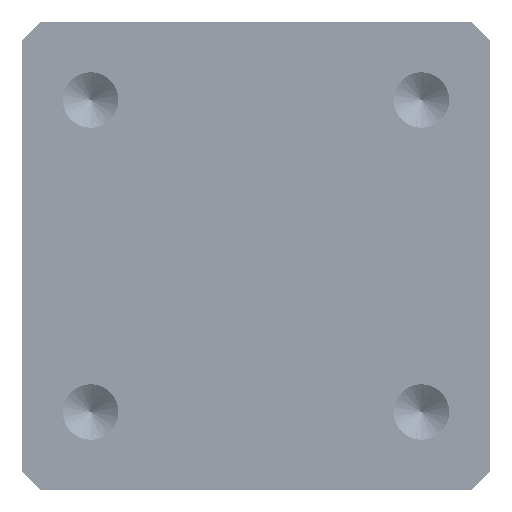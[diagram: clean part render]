
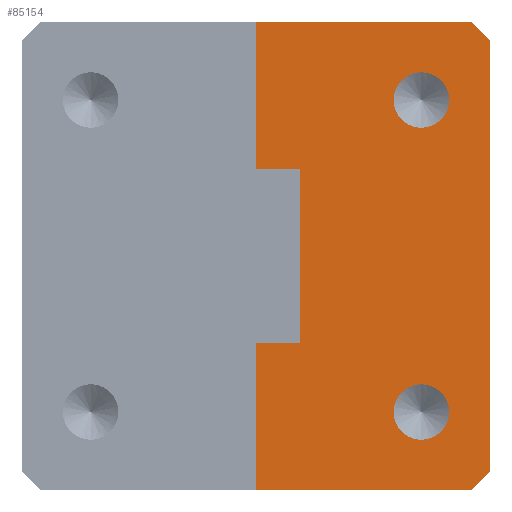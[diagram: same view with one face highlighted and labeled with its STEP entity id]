
A CAD part, left-side view. The second image highlights one B-rep face of the part: STEP entity #85154.
In plain terms, the highlighted planar face has unit normal (-1, 0, 0).
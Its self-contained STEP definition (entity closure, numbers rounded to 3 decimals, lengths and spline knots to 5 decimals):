
#260 = ORIENTED_EDGE ( 'NONE', *, *, #21150, .F. ) ;
#766 = DIRECTION ( 'NONE',  ( 0., 0., 1. ) ) ;
#2743 = DIRECTION ( 'NONE',  ( 0., 1., 0. ) ) ;
#3129 = CARTESIAN_POINT ( 'NONE',  ( -0.02737, 1.69559, 1.80458 ) ) ;
#3219 = CARTESIAN_POINT ( 'NONE',  ( -0.02737, 1.32059, 1.56958 ) ) ;
#4223 = VECTOR ( 'NONE', #70343, 39.37008 ) ;
#4571 = CARTESIAN_POINT ( 'NONE',  ( -0.02737, 1.32059, 1.59958 ) ) ;
#5551 = VERTEX_POINT ( 'NONE', #3129 ) ;
#5904 = VERTEX_POINT ( 'NONE', #43218 ) ;
#6662 = CARTESIAN_POINT ( 'NONE',  ( -0.02737, 1.43059, 1.69458 ) ) ;
#7174 = VERTEX_POINT ( 'NONE', #51879 ) ;
#8753 = ORIENTED_EDGE ( 'NONE', *, *, #70723, .T. ) ;
#9419 = ORIENTED_EDGE ( 'NONE', *, *, #97626, .T. ) ;
#10087 = EDGE_LOOP ( 'NONE', ( #9419, #98003, #8753, #29563, #20693, #81461, #17726, #68310, #98335, #45291 ) ) ;
#10105 = CIRCLE ( 'NONE', #83893, 0.0445 ) ;
#11182 = FACE_BOUND ( 'NONE', #39950, .T. ) ;
#11878 = CARTESIAN_POINT ( 'NONE',  ( -0.02737, 1.69559, 2.08458 ) ) ;
#14048 = CARTESIAN_POINT ( 'NONE',  ( -0.02737, 1.43059, 2.23908 ) ) ;
#15312 = LINE ( 'NONE', #85334, #72764 ) ;
#17292 = DIRECTION ( 'NONE',  ( -1., 0., 0. ) ) ;
#17726 = ORIENTED_EDGE ( 'NONE', *, *, #74642, .F. ) ;
#17750 = VECTOR ( 'NONE', #79563, 39.37008 ) ;
#19118 = CARTESIAN_POINT ( 'NONE',  ( -0.02737, 1.62559, 1.80458 ) ) ;
#19644 = CARTESIAN_POINT ( 'NONE',  ( -0.02737, 1.43059, 1.73908 ) ) ;
#20541 = DIRECTION ( 'NONE',  ( 0., -0.707, 0.707 ) ) ;
#20693 = ORIENTED_EDGE ( 'NONE', *, *, #62125, .F. ) ;
#21150 = EDGE_CURVE ( 'NONE', #99374, #55903, #46693, .T. ) ;
#21239 = VERTEX_POINT ( 'NONE', #42513 ) ;
#21912 = VERTEX_POINT ( 'NONE', #28982 ) ;
#21922 = LINE ( 'NONE', #35195, #4223 ) ;
#22804 = VECTOR ( 'NONE', #65050, 39.37008 ) ;
#23190 = EDGE_CURVE ( 'NONE', #21239, #5551, #80579, .T. ) ;
#24694 = EDGE_CURVE ( 'NONE', #5904, #5551, #76591, .T. ) ;
#27158 = DIRECTION ( 'NONE',  ( 0., 0., 1. ) ) ;
#28982 = CARTESIAN_POINT ( 'NONE',  ( -0.02737, 1.32059, 2.28958 ) ) ;
#29563 = ORIENTED_EDGE ( 'NONE', *, *, #42842, .T. ) ;
#31477 = LINE ( 'NONE', #88400, #17750 ) ;
#32925 = DIRECTION ( 'NONE',  ( 0., -1., 0. ) ) ;
#33445 = CARTESIAN_POINT ( 'NONE',  ( -0.02737, 1.62559, 2.08458 ) ) ;
#34287 = VERTEX_POINT ( 'NONE', #64075 ) ;
#35195 = CARTESIAN_POINT ( 'NONE',  ( -0.02737, 1.35059, 2.31958 ) ) ;
#35879 = VECTOR ( 'NONE', #20541, 39.37008 ) ;
#39950 = EDGE_LOOP ( 'NONE', ( #112469, #67234 ) ) ;
#40038 = VERTEX_POINT ( 'NONE', #61473 ) ;
#41785 = CIRCLE ( 'NONE', #41979, 0.0445 ) ;
#41979 = AXIS2_PLACEMENT_3D ( 'NONE', #97163, #70283, #112919 ) ;
#42332 = ORIENTED_EDGE ( 'NONE', *, *, #94651, .F. ) ;
#42513 = CARTESIAN_POINT ( 'NONE',  ( -0.02737, 1.69559, 1.56958 ) ) ;
#42842 = EDGE_CURVE ( 'NONE', #21912, #40038, #21922, .T. ) ;
#43218 = CARTESIAN_POINT ( 'NONE',  ( -0.02737, 1.62559, 1.80458 ) ) ;
#43860 = FACE_BOUND ( 'NONE', #67246, .T. ) ;
#45291 = ORIENTED_EDGE ( 'NONE', *, *, #23190, .F. ) ;
#46693 = CIRCLE ( 'NONE', #52669, 0.0445 ) ;
#46936 = LINE ( 'NONE', #47799, #96255 ) ;
#47137 = VERTEX_POINT ( 'NONE', #4571 ) ;
#47782 = VECTOR ( 'NONE', #77488, 39.37008 ) ;
#47799 = CARTESIAN_POINT ( 'NONE',  ( -0.02737, 1.69559, 1.56958 ) ) ;
#48060 = PLANE ( 'NONE',  #102863 ) ;
#49793 = DIRECTION ( 'NONE',  ( 0., 0., 1. ) ) ;
#50557 = DIRECTION ( 'NONE',  ( -1., 0., 0. ) ) ;
#51879 = CARTESIAN_POINT ( 'NONE',  ( -0.02737, 1.35059, 1.56958 ) ) ;
#52354 = VECTOR ( 'NONE', #66730, 39.37008 ) ;
#52669 = AXIS2_PLACEMENT_3D ( 'NONE', #6662, #84997, #49793 ) ;
#55903 = VERTEX_POINT ( 'NONE', #63390 ) ;
#56801 = DIRECTION ( 'NONE',  ( 0., 0., -1. ) ) ;
#61473 = CARTESIAN_POINT ( 'NONE',  ( -0.02737, 1.35059, 2.31958 ) ) ;
#62125 = EDGE_CURVE ( 'NONE', #34287, #40038, #15312, .T. ) ;
#63221 = LINE ( 'NONE', #63394, #35879 ) ;
#63390 = CARTESIAN_POINT ( 'NONE',  ( -0.02737, 1.43059, 1.65008 ) ) ;
#63394 = CARTESIAN_POINT ( 'NONE',  ( -0.02737, 1.35059, 1.56958 ) ) ;
#64075 = CARTESIAN_POINT ( 'NONE',  ( -0.02737, 1.69559, 2.31958 ) ) ;
#65050 = DIRECTION ( 'NONE',  ( 0., 0., 1. ) ) ;
#65287 = EDGE_CURVE ( 'NONE', #97470, #94921, #75662, .T. ) ;
#65728 = AXIS2_PLACEMENT_3D ( 'NONE', #67751, #50557, #66637 ) ;
#65945 = EDGE_CURVE ( 'NONE', #7174, #47137, #63221, .T. ) ;
#66637 = DIRECTION ( 'NONE',  ( 0., 0., 1. ) ) ;
#66730 = DIRECTION ( 'NONE',  ( 0., 1., 0. ) ) ;
#67234 = ORIENTED_EDGE ( 'NONE', *, *, #65287, .F. ) ;
#67246 = EDGE_LOOP ( 'NONE', ( #260, #42332 ) ) ;
#67751 = CARTESIAN_POINT ( 'NONE',  ( -0.02737, 1.43059, 2.19458 ) ) ;
#67941 = VERTEX_POINT ( 'NONE', #94163 ) ;
#68310 = ORIENTED_EDGE ( 'NONE', *, *, #96397, .F. ) ;
#69315 = LINE ( 'NONE', #3219, #22804 ) ;
#69611 = CARTESIAN_POINT ( 'NONE',  ( -0.02737, 1.43059, 2.19458 ) ) ;
#70283 = DIRECTION ( 'NONE',  ( -1., 0., 0. ) ) ;
#70343 = DIRECTION ( 'NONE',  ( 0., 0.707, 0.707 ) ) ;
#70723 = EDGE_CURVE ( 'NONE', #47137, #21912, #69315, .T. ) ;
#72764 = VECTOR ( 'NONE', #32925, 39.37008 ) ;
#74642 = EDGE_CURVE ( 'NONE', #67941, #91080, #75640, .T. ) ;
#74920 = DIRECTION ( 'NONE',  ( 0., -1., 0. ) ) ;
#75187 = CARTESIAN_POINT ( 'NONE',  ( -0.02737, 1.69559, 1.56958 ) ) ;
#75640 = LINE ( 'NONE', #33445, #52354 ) ;
#75662 = CIRCLE ( 'NONE', #65728, 0.0445 ) ;
#76591 = LINE ( 'NONE', #19118, #108180 ) ;
#77088 = EDGE_CURVE ( 'NONE', #91080, #34287, #31477, .T. ) ;
#77488 = DIRECTION ( 'NONE',  ( 0., 0., 1. ) ) ;
#79563 = DIRECTION ( 'NONE',  ( 0., 0., 1. ) ) ;
#80521 = LINE ( 'NONE', #105555, #96932 ) ;
#80579 = LINE ( 'NONE', #86697, #47782 ) ;
#80703 = CARTESIAN_POINT ( 'NONE',  ( -0.02737, 1.43059, 2.15008 ) ) ;
#81461 = ORIENTED_EDGE ( 'NONE', *, *, #77088, .F. ) ;
#83893 = AXIS2_PLACEMENT_3D ( 'NONE', #69611, #17292, #27158 ) ;
#84997 = DIRECTION ( 'NONE',  ( -1., 0., 0. ) ) ;
#85154 = ADVANCED_FACE ( 'NONE', ( #43860, #11182, #98837 ), #48060, .F. ) ;
#85334 = CARTESIAN_POINT ( 'NONE',  ( -0.02737, 1.69559, 2.31958 ) ) ;
#86697 = CARTESIAN_POINT ( 'NONE',  ( -0.02737, 1.69559, 1.56958 ) ) ;
#88400 = CARTESIAN_POINT ( 'NONE',  ( -0.02737, 1.69559, 1.56958 ) ) ;
#91080 = VERTEX_POINT ( 'NONE', #11878 ) ;
#94163 = CARTESIAN_POINT ( 'NONE',  ( -0.02737, 1.62559, 2.08458 ) ) ;
#94651 = EDGE_CURVE ( 'NONE', #55903, #99374, #41785, .T. ) ;
#94921 = VERTEX_POINT ( 'NONE', #14048 ) ;
#95782 = EDGE_CURVE ( 'NONE', #94921, #97470, #10105, .T. ) ;
#96255 = VECTOR ( 'NONE', #74920, 39.37008 ) ;
#96397 = EDGE_CURVE ( 'NONE', #5904, #67941, #80521, .T. ) ;
#96932 = VECTOR ( 'NONE', #766, 39.37008 ) ;
#97163 = CARTESIAN_POINT ( 'NONE',  ( -0.02737, 1.43059, 1.69458 ) ) ;
#97470 = VERTEX_POINT ( 'NONE', #80703 ) ;
#97626 = EDGE_CURVE ( 'NONE', #21239, #7174, #46936, .T. ) ;
#98003 = ORIENTED_EDGE ( 'NONE', *, *, #65945, .T. ) ;
#98335 = ORIENTED_EDGE ( 'NONE', *, *, #24694, .T. ) ;
#98837 = FACE_OUTER_BOUND ( 'NONE', #10087, .T. ) ;
#99374 = VERTEX_POINT ( 'NONE', #19644 ) ;
#102863 = AXIS2_PLACEMENT_3D ( 'NONE', #75187, #109347, #56801 ) ;
#105555 = CARTESIAN_POINT ( 'NONE',  ( -0.02737, 1.62559, 1.80458 ) ) ;
#108180 = VECTOR ( 'NONE', #2743, 39.37008 ) ;
#109347 = DIRECTION ( 'NONE',  ( 1., 0., 0. ) ) ;
#112469 = ORIENTED_EDGE ( 'NONE', *, *, #95782, .F. ) ;
#112919 = DIRECTION ( 'NONE',  ( 0., 0., 1. ) ) ;
